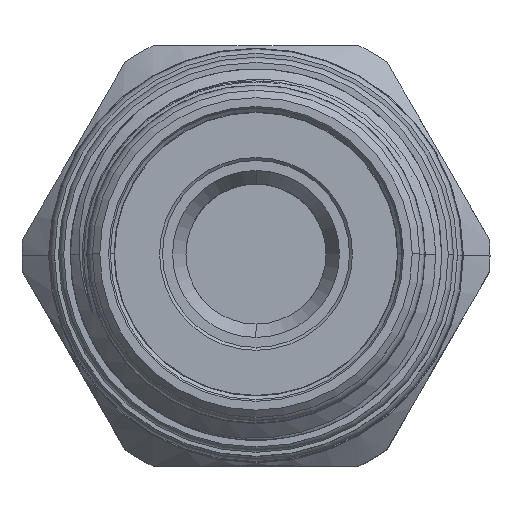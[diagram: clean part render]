
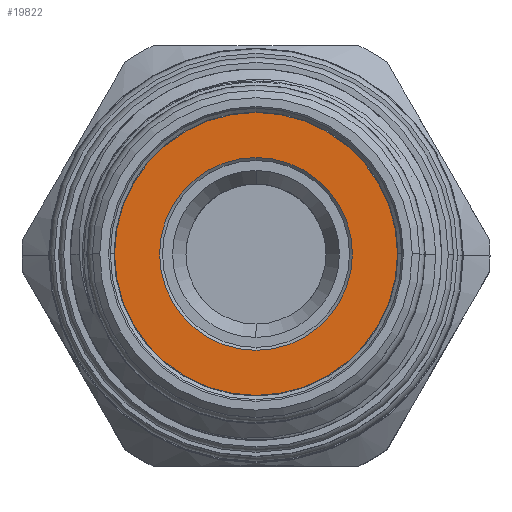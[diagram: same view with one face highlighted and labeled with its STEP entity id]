
A CAD part, top view. The second image highlights one B-rep face of the part: STEP entity #19822.
In plain terms, the highlighted planar face has unit normal (0, 0, 1).
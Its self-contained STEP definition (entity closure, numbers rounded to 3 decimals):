
#120 = CIRCLE ( 'NONE', #9368, 6.55 ) ;
#137 = EDGE_LOOP ( 'NONE', ( #10849, #17927 ) ) ;
#234 = DIRECTION ( 'NONE',  ( 0., -1., 0. ) ) ;
#750 = AXIS2_PLACEMENT_3D ( 'NONE', #3372, #5031, #234 ) ;
#1197 = EDGE_CURVE ( 'NONE', #15356, #13093, #8928, .T. ) ;
#2270 = PLANE ( 'NONE',  #16369 ) ;
#2357 = CARTESIAN_POINT ( 'NONE',  ( 0., 9.615, 19.06 ) ) ;
#2549 = ORIENTED_EDGE ( 'NONE', *, *, #9211, .T. ) ;
#2846 = DIRECTION ( 'NONE',  ( 0., 0., -1. ) ) ;
#3372 = CARTESIAN_POINT ( 'NONE',  ( 0., 0., 19.06 ) ) ;
#4980 = CARTESIAN_POINT ( 'NONE',  ( 0., -9.615, 19.06 ) ) ;
#4988 = CARTESIAN_POINT ( 'NONE',  ( 0., 0., 19.06 ) ) ;
#5031 = DIRECTION ( 'NONE',  ( 0., 0., -1. ) ) ;
#5339 = VERTEX_POINT ( 'NONE', #11052 ) ;
#6562 = EDGE_CURVE ( 'NONE', #6590, #5339, #16918, .T. ) ;
#6590 = VERTEX_POINT ( 'NONE', #19469 ) ;
#6615 = ORIENTED_EDGE ( 'NONE', *, *, #6562, .T. ) ;
#8151 = DIRECTION ( 'NONE',  ( 0., 0., -1. ) ) ;
#8928 = CIRCLE ( 'NONE', #20711, 9.615 ) ;
#9211 = EDGE_CURVE ( 'NONE', #5339, #6590, #120, .T. ) ;
#9368 = AXIS2_PLACEMENT_3D ( 'NONE', #10255, #19910, #10325 ) ;
#10255 = CARTESIAN_POINT ( 'NONE',  ( 0., 0., 19.06 ) ) ;
#10325 = DIRECTION ( 'NONE',  ( 0., -1., 0. ) ) ;
#10656 = DIRECTION ( 'NONE',  ( 0., 1., 0. ) ) ;
#10849 = ORIENTED_EDGE ( 'NONE', *, *, #14180, .F. ) ;
#11052 = CARTESIAN_POINT ( 'NONE',  ( 0., -6.55, 19.06 ) ) ;
#11228 = AXIS2_PLACEMENT_3D ( 'NONE', #14025, #2846, #18679 ) ;
#12877 = DIRECTION ( 'NONE',  ( 0., -1., 0. ) ) ;
#13093 = VERTEX_POINT ( 'NONE', #4980 ) ;
#13506 = EDGE_LOOP ( 'NONE', ( #6615, #2549 ) ) ;
#13981 = DIRECTION ( 'NONE',  ( 0., 0., 1. ) ) ;
#14025 = CARTESIAN_POINT ( 'NONE',  ( 0., 0., 19.06 ) ) ;
#14180 = EDGE_CURVE ( 'NONE', #13093, #15356, #17058, .T. ) ;
#15356 = VERTEX_POINT ( 'NONE', #2357 ) ;
#15662 = CARTESIAN_POINT ( 'NONE',  ( 0., 0., 19.06 ) ) ;
#16369 = AXIS2_PLACEMENT_3D ( 'NONE', #15662, #13981, #10656 ) ;
#16918 = CIRCLE ( 'NONE', #750, 6.55 ) ;
#17058 = CIRCLE ( 'NONE', #11228, 9.615 ) ;
#17927 = ORIENTED_EDGE ( 'NONE', *, *, #1197, .F. ) ;
#18679 = DIRECTION ( 'NONE',  ( 0., -1., 0. ) ) ;
#19469 = CARTESIAN_POINT ( 'NONE',  ( 0., 6.55, 19.06 ) ) ;
#19822 = ADVANCED_FACE ( 'NONE', ( #20607, #19885 ), #2270, .T. ) ;
#19885 = FACE_OUTER_BOUND ( 'NONE', #137, .T. ) ;
#19910 = DIRECTION ( 'NONE',  ( 0., 0., -1. ) ) ;
#20607 = FACE_BOUND ( 'NONE', #13506, .T. ) ;
#20711 = AXIS2_PLACEMENT_3D ( 'NONE', #4988, #8151, #12877 ) ;
